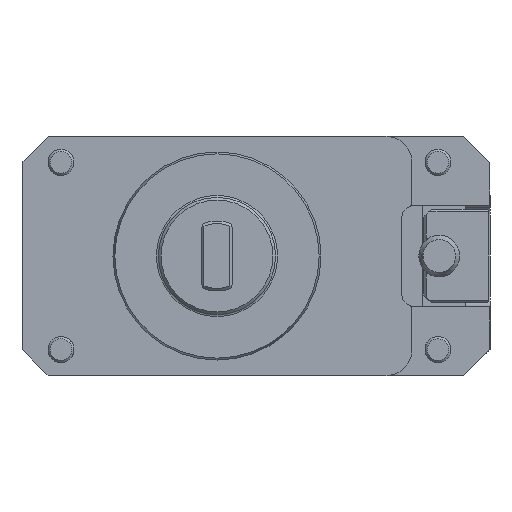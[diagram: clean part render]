
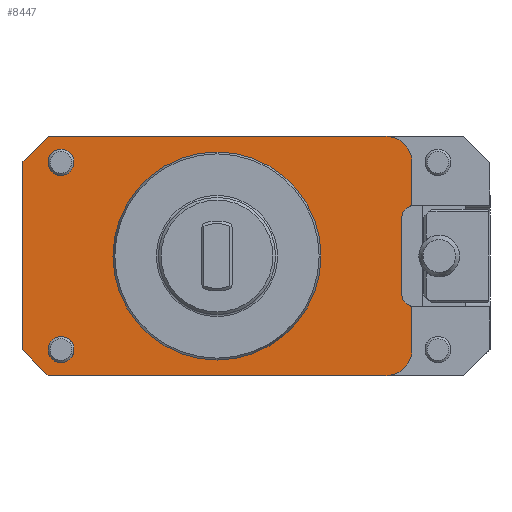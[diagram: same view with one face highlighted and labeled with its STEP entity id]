
A CAD part, front view. The second image highlights one B-rep face of the part: STEP entity #8447.
In plain terms, the highlighted planar face has unit normal (0, -1, 0).
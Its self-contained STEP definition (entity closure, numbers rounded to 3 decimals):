
#43 = DIRECTION ( 'NONE',  ( 0., 0., -1. ) ) ;
#136 = CARTESIAN_POINT ( 'NONE',  ( -115., -100., -46. ) ) ;
#708 = VERTEX_POINT ( 'NONE', #7046 ) ;
#849 = AXIS2_PLACEMENT_3D ( 'NONE', #27844, #27996, #11072 ) ;
#871 = CARTESIAN_POINT ( 'NONE',  ( -40., -100., 0. ) ) ;
#1443 = ORIENTED_EDGE ( 'NONE', *, *, #10046, .T. ) ;
#1620 = LINE ( 'NONE', #25301, #5302 ) ;
#1626 = EDGE_CURVE ( 'NONE', #21674, #29858, #24345, .T. ) ;
#1876 = ORIENTED_EDGE ( 'NONE', *, *, #10145, .T. ) ;
#2211 = EDGE_LOOP ( 'NONE', ( #2299 ) ) ;
#2299 = ORIENTED_EDGE ( 'NONE', *, *, #2806, .F. ) ;
#2717 = LINE ( 'NONE', #24147, #17315 ) ;
#2746 = EDGE_CURVE ( 'NONE', #708, #3024, #10882, .T. ) ;
#2806 = EDGE_CURVE ( 'NONE', #9824, #9824, #30689, .T. ) ;
#3024 = VERTEX_POINT ( 'NONE', #19489 ) ;
#3039 = CARTESIAN_POINT ( 'NONE',  ( 35., -100., -46. ) ) ;
#3085 = DIRECTION ( 'NONE',  ( 0., -1., 0. ) ) ;
#3494 = DIRECTION ( 'NONE',  ( 1., 0., 0. ) ) ;
#3749 = CIRCLE ( 'NONE', #27765, 10. ) ;
#3805 = VERTEX_POINT ( 'NONE', #30173 ) ;
#4030 = DIRECTION ( 'NONE',  ( 1., 0., 0. ) ) ;
#4223 = VERTEX_POINT ( 'NONE', #25688 ) ;
#4285 = VECTOR ( 'NONE', #17770, 1000. ) ;
#4600 = EDGE_CURVE ( 'NONE', #19490, #8795, #12340, .T. ) ;
#4772 = CARTESIAN_POINT ( 'NONE',  ( 35., -100., -19.399 ) ) ;
#4897 = EDGE_LOOP ( 'NONE', ( #1443, #8779, #22155, #1876, #25872, #11964, #14489, #6326, #26501, #5900, #27719, #25329 ) ) ;
#5220 = DIRECTION ( 'NONE',  ( 1., 0., 0. ) ) ;
#5302 = VECTOR ( 'NONE', #10909, 1000. ) ;
#5557 = CARTESIAN_POINT ( 'NONE',  ( -95., -100., 36. ) ) ;
#5674 = AXIS2_PLACEMENT_3D ( 'NONE', #10931, #3085, #17640 ) ;
#5860 = DIRECTION ( 'NONE',  ( 0., 0., -1. ) ) ;
#5900 = ORIENTED_EDGE ( 'NONE', *, *, #17994, .F. ) ;
#6261 = ORIENTED_EDGE ( 'NONE', *, *, #26111, .F. ) ;
#6326 = ORIENTED_EDGE ( 'NONE', *, *, #1626, .F. ) ;
#6690 = AXIS2_PLACEMENT_3D ( 'NONE', #871, #10432, #17607 ) ;
#7028 = CARTESIAN_POINT ( 'NONE',  ( -40., -100., 0. ) ) ;
#7046 = CARTESIAN_POINT ( 'NONE',  ( 35., -100., 36. ) ) ;
#7726 = DIRECTION ( 'NONE',  ( 0.707, 0., -0.707 ) ) ;
#7770 = FACE_OUTER_BOUND ( 'NONE', #4897, .T. ) ;
#8368 = CARTESIAN_POINT ( 'NONE',  ( -100., -100., -36. ) ) ;
#8447 = ADVANCED_FACE ( 'Defeature completata1_26', ( #22174, #29235, #7770, #14960 ), #19846, .T. ) ;
#8779 = ORIENTED_EDGE ( 'NONE', *, *, #4600, .T. ) ;
#8795 = VERTEX_POINT ( 'NONE', #28820 ) ;
#8938 = CARTESIAN_POINT ( 'NONE',  ( 25., -100., -46. ) ) ;
#9726 = VECTOR ( 'NONE', #10276, 1000. ) ;
#9824 = VERTEX_POINT ( 'NONE', #19393 ) ;
#10046 = EDGE_CURVE ( 'NONE', #4223, #19490, #15872, .T. ) ;
#10145 = EDGE_CURVE ( 'NONE', #16468, #27763, #2717, .T. ) ;
#10276 = DIRECTION ( 'NONE',  ( 0., 0., -1. ) ) ;
#10307 = DIRECTION ( 'NONE',  ( 0., -1., 0. ) ) ;
#10432 = DIRECTION ( 'NONE',  ( 0., -1., 0. ) ) ;
#10456 = DIRECTION ( 'NONE',  ( -0.707, 0., -0.707 ) ) ;
#10733 = VERTEX_POINT ( 'NONE', #12597 ) ;
#10882 = LINE ( 'NONE', #3039, #17170 ) ;
#10909 = DIRECTION ( 'NONE',  ( 0., 0., -1. ) ) ;
#10931 = CARTESIAN_POINT ( 'NONE',  ( -100., -100., 36. ) ) ;
#11072 = DIRECTION ( 'NONE',  ( 1., 0., 0. ) ) ;
#11254 = EDGE_LOOP ( 'NONE', ( #23254 ) ) ;
#11964 = ORIENTED_EDGE ( 'NONE', *, *, #24866, .T. ) ;
#12340 = LINE ( 'NONE', #27046, #28879 ) ;
#12585 = DIRECTION ( 'NONE',  ( 0., -1., 0. ) ) ;
#12597 = CARTESIAN_POINT ( 'NONE',  ( -0.2, -100., 0. ) ) ;
#12862 = EDGE_CURVE ( 'NONE', #27763, #27660, #21612, .T. ) ;
#13231 = VERTEX_POINT ( 'NONE', #5557 ) ;
#13780 = CARTESIAN_POINT ( 'NONE',  ( -105., -100., 46. ) ) ;
#14489 = ORIENTED_EDGE ( 'NONE', *, *, #15039, .F. ) ;
#14847 = EDGE_CURVE ( 'NONE', #13231, #13231, #19207, .T. ) ;
#14955 = LINE ( 'NONE', #24654, #9726 ) ;
#14960 = FACE_BOUND ( 'NONE', #27134, .T. ) ;
#15039 = EDGE_CURVE ( 'NONE', #29858, #29028, #14955, .T. ) ;
#15872 = LINE ( 'NONE', #25103, #4285 ) ;
#16468 = VERTEX_POINT ( 'NONE', #17324 ) ;
#16885 = DIRECTION ( 'NONE',  ( 1., 0., 0. ) ) ;
#17170 = VECTOR ( 'NONE', #5860, 1000. ) ;
#17315 = VECTOR ( 'NONE', #7726, 1000. ) ;
#17324 = CARTESIAN_POINT ( 'NONE',  ( -115., -100., -36. ) ) ;
#17607 = DIRECTION ( 'NONE',  ( 1., 0., 0. ) ) ;
#17640 = DIRECTION ( 'NONE',  ( 1., 0., 0. ) ) ;
#17726 = AXIS2_PLACEMENT_3D ( 'NONE', #27045, #10307, #24398 ) ;
#17770 = DIRECTION ( 'NONE',  ( -1., 0., 0. ) ) ;
#17994 = EDGE_CURVE ( 'NONE', #3024, #3805, #25236, .T. ) ;
#18856 = CIRCLE ( 'NONE', #849, 10. ) ;
#18867 = CARTESIAN_POINT ( 'NONE',  ( -115., -100., -46. ) ) ;
#19207 = CIRCLE ( 'NONE', #5674, 5. ) ;
#19393 = CARTESIAN_POINT ( 'NONE',  ( -95., -100., -36. ) ) ;
#19478 = EDGE_CURVE ( 'NONE', #708, #4223, #3749, .T. ) ;
#19489 = CARTESIAN_POINT ( 'NONE',  ( 35., -100., 19.399 ) ) ;
#19490 = VERTEX_POINT ( 'NONE', #13780 ) ;
#19846 = PLANE ( 'NONE',  #6690 ) ;
#20218 = AXIS2_PLACEMENT_3D ( 'NONE', #7028, #29108, #16885 ) ;
#21612 = LINE ( 'NONE', #136, #27603 ) ;
#21674 = VERTEX_POINT ( 'NONE', #26309 ) ;
#21870 = AXIS2_PLACEMENT_3D ( 'NONE', #25958, #30833, #4030 ) ;
#22155 = ORIENTED_EDGE ( 'NONE', *, *, #27577, .T. ) ;
#22174 = FACE_BOUND ( 'NONE', #2211, .T. ) ;
#22468 = EDGE_CURVE ( 'NONE', #3805, #21674, #1620, .T. ) ;
#22590 = CARTESIAN_POINT ( 'NONE',  ( 35., -100., -36. ) ) ;
#23254 = ORIENTED_EDGE ( 'NONE', *, *, #14847, .F. ) ;
#24147 = CARTESIAN_POINT ( 'NONE',  ( -95.5, -100., -55.5 ) ) ;
#24345 = CIRCLE ( 'NONE', #21870, 5. ) ;
#24398 = DIRECTION ( 'NONE',  ( 1., 0., 0. ) ) ;
#24654 = CARTESIAN_POINT ( 'NONE',  ( 35., -100., -46. ) ) ;
#24866 = EDGE_CURVE ( 'NONE', #27660, #29028, #18856, .T. ) ;
#25103 = CARTESIAN_POINT ( 'NONE',  ( -115., -100., 46. ) ) ;
#25131 = VECTOR ( 'NONE', #43, 1000. ) ;
#25166 = AXIS2_PLACEMENT_3D ( 'NONE', #8368, #12585, #3494 ) ;
#25236 = CIRCLE ( 'NONE', #17726, 5. ) ;
#25301 = CARTESIAN_POINT ( 'NONE',  ( 31., -100., -14.5 ) ) ;
#25329 = ORIENTED_EDGE ( 'NONE', *, *, #19478, .T. ) ;
#25688 = CARTESIAN_POINT ( 'NONE',  ( 25., -100., 46. ) ) ;
#25853 = CARTESIAN_POINT ( 'NONE',  ( -105., -100., -46. ) ) ;
#25872 = ORIENTED_EDGE ( 'NONE', *, *, #12862, .T. ) ;
#25958 = CARTESIAN_POINT ( 'NONE',  ( 36., -100., -14.5 ) ) ;
#26111 = EDGE_CURVE ( 'NONE', #10733, #10733, #28745, .T. ) ;
#26309 = CARTESIAN_POINT ( 'NONE',  ( 31., -100., -14.5 ) ) ;
#26501 = ORIENTED_EDGE ( 'NONE', *, *, #22468, .F. ) ;
#26668 = DIRECTION ( 'NONE',  ( 0., -1., 0. ) ) ;
#27045 = CARTESIAN_POINT ( 'NONE',  ( 36., -100., 14.5 ) ) ;
#27046 = CARTESIAN_POINT ( 'NONE',  ( -95.5, -100., 55.5 ) ) ;
#27134 = EDGE_LOOP ( 'NONE', ( #6261 ) ) ;
#27577 = EDGE_CURVE ( 'NONE', #8795, #16468, #28566, .T. ) ;
#27603 = VECTOR ( 'NONE', #28986, 1000. ) ;
#27660 = VERTEX_POINT ( 'NONE', #8938 ) ;
#27719 = ORIENTED_EDGE ( 'NONE', *, *, #2746, .F. ) ;
#27763 = VERTEX_POINT ( 'NONE', #25853 ) ;
#27765 = AXIS2_PLACEMENT_3D ( 'NONE', #29043, #26668, #5220 ) ;
#27844 = CARTESIAN_POINT ( 'NONE',  ( 25., -100., -36. ) ) ;
#27996 = DIRECTION ( 'NONE',  ( 0., -1., 0. ) ) ;
#28566 = LINE ( 'NONE', #18867, #25131 ) ;
#28745 = CIRCLE ( 'NONE', #20218, 39.8 ) ;
#28820 = CARTESIAN_POINT ( 'NONE',  ( -115., -100., 36. ) ) ;
#28879 = VECTOR ( 'NONE', #10456, 1000. ) ;
#28986 = DIRECTION ( 'NONE',  ( 1., 0., 0. ) ) ;
#29028 = VERTEX_POINT ( 'NONE', #22590 ) ;
#29043 = CARTESIAN_POINT ( 'NONE',  ( 25., -100., 36. ) ) ;
#29108 = DIRECTION ( 'NONE',  ( 0., -1., 0. ) ) ;
#29235 = FACE_BOUND ( 'NONE', #11254, .T. ) ;
#29858 = VERTEX_POINT ( 'NONE', #4772 ) ;
#30173 = CARTESIAN_POINT ( 'NONE',  ( 31., -100., 14.5 ) ) ;
#30689 = CIRCLE ( 'NONE', #25166, 5. ) ;
#30833 = DIRECTION ( 'NONE',  ( 0., -1., 0. ) ) ;
